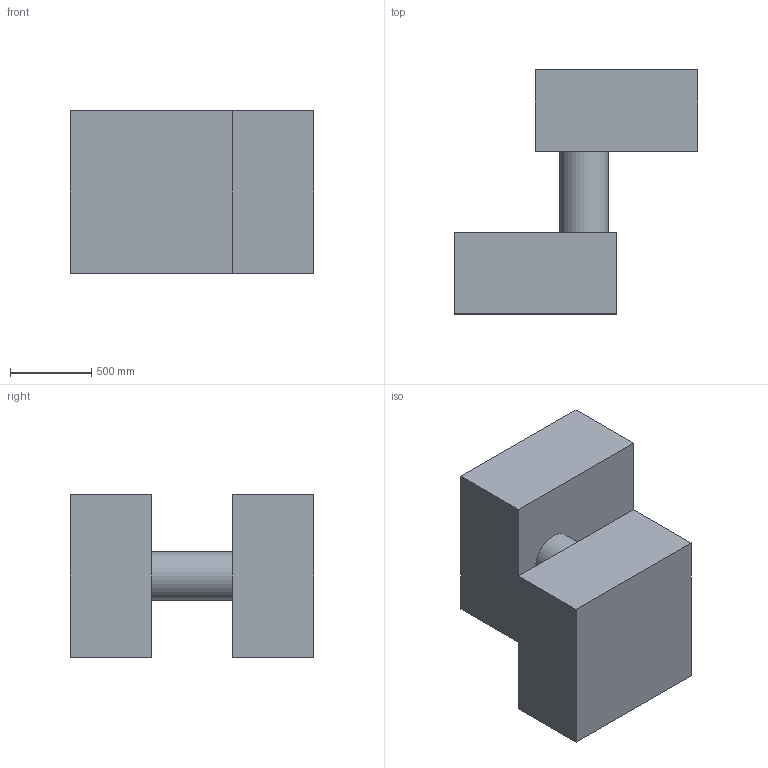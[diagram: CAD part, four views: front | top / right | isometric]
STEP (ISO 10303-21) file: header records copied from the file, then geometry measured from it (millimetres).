
FILE_DESCRIPTION(('FreeCAD Model'),'2;1');
FILE_NAME('Open CASCADE Shape Model','2022-11-18T16:49:42',(''),(''), 'Open CASCADE STEP processor 7.6','FreeCAD','Unknown');
FILE_SCHEMA(('AUTOMOTIVE_DESIGN { 1 0 10303 214 1 1 1 1 }'));
Length unit declared in the file: millimetre
Products named in the file (1): BooleanFragments
Bounding box: 1500 x 1500 x 1000 mm (x, y, z)
Volume: 1035342917.4 mm3; surface area: 8612610.6 mm2
Topology: 3 solids, 3 shells, 17 faces, 29 edges, 20 vertices
Faces by surface type: plane 16, cylinder 1
Full cylindrical faces by diameter (mm): 300 x1
Entity records: 825 total; most frequent: CARTESIAN_POINT 143, DIRECTION 124, LINE 77, VECTOR 77, ORIENTED_EDGE 58, PCURVE 58, DEFINITIONAL_REPRESENTATION 58, EDGE_CURVE 29
